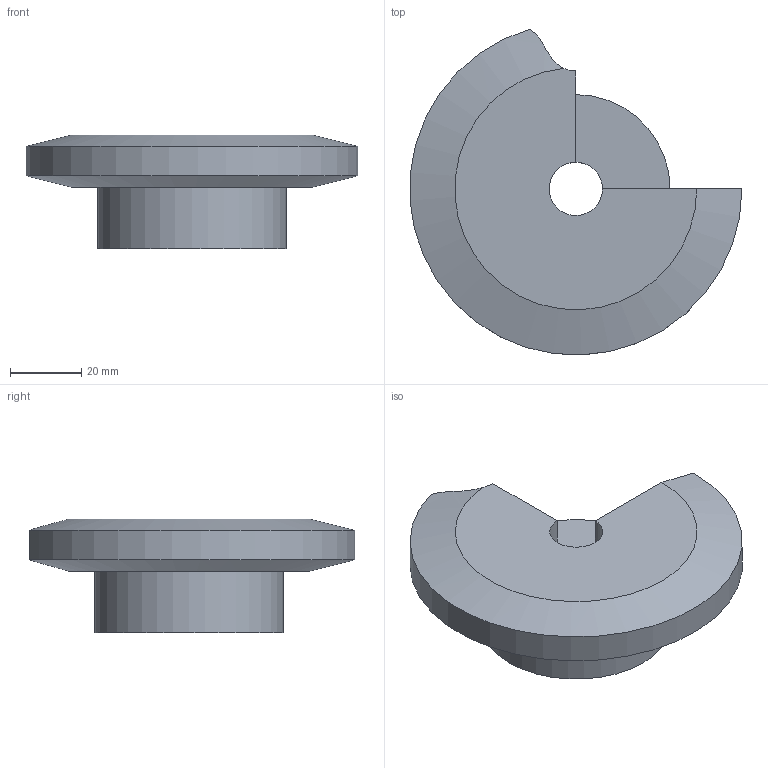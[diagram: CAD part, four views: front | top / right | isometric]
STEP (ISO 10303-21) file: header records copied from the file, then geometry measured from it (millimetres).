
FILE_DESCRIPTION (( 'STEP AP203' ), '1' );
FILE_NAME ('00322_index_4.step', '2022-11-07T16:43:41', ( '' ), ( '' ), 'SwSTEP 2.0', 'SolidWorks 2020', '' );
FILE_SCHEMA (( 'CONFIG_CONTROL_DESIGN' ));
Length unit declared in the file: millimetre
Products named in the file (1): 00322_index_4
Bounding box: 93.3 x 91.6 x 32 mm (x, y, z)
Volume: 99153.5 mm3; surface area: 18021.2 mm2
Topology: 1 solids, 1 shells, 15 faces, 39 edges, 25 vertices
Faces by surface type: plane 7, cylinder 6, cone 2
Full cylindrical faces by diameter (mm): 15 x1, 53 x1
Entity records: 543 total; most frequent: CARTESIAN_POINT 112, ORIENTED_EDGE 72, DIRECTION 72, EDGE_CURVE 36, AXIS2_PLACEMENT_3D 28, VERTEX_POINT 24, EDGE_LOOP 18, FACE_OUTER_BOUND 17
